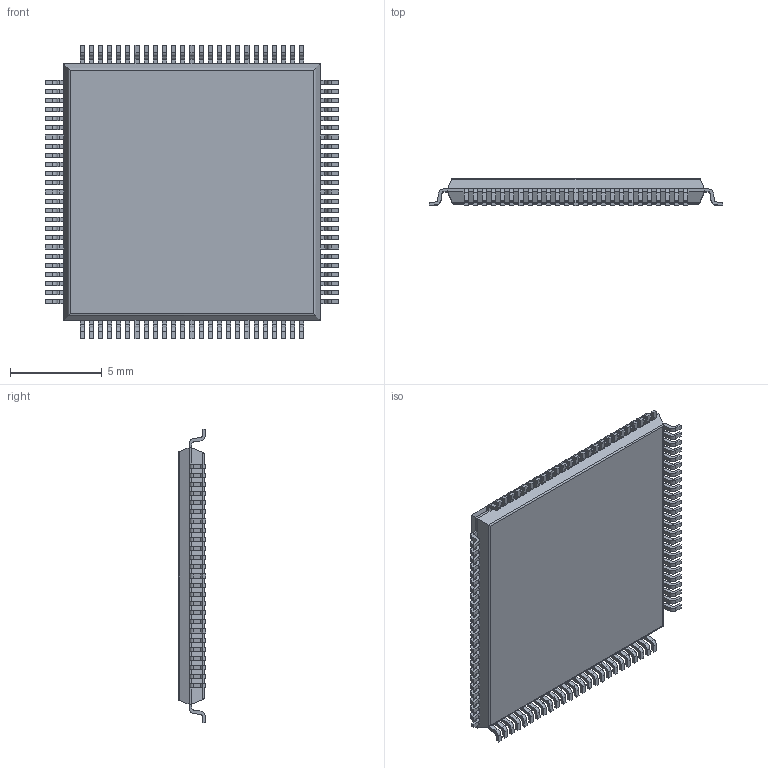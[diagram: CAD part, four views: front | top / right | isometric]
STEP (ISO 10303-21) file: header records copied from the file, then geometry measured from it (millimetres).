
FILE_DESCRIPTION(('STEP AP242'),'1');
FILE_NAME('stm32h750vbt6.stp','2020-11-27T09:42:50',('TraceParts'),('TraceParts S.A.'),'Spatial InterOp 3D',' ',' ');
FILE_SCHEMA(('AP242_MANAGED_MODEL_BASED_3D_ENGINEERING_MIM_LF {1 0 10303 442 1 1 4}'));
Length unit declared in the file: millimetre
Products named in the file (1): stm32h750vbt6
Bounding box: 16 x 1.48 x 16 mm (x, y, z)
Volume: 270.9 mm3; surface area: 562.1 mm2
Topology: 1 solids, 1 shells, 1325 faces, 3750 edges, 2428 vertices
Faces by surface type: plane 915, cylinder 410
Entity records: 53144 total; most frequent: CARTESIAN_POINT 7504, ORIENTED_EDGE 7500, DIRECTION 7214, EDGE_CURVE 3750, LINE 2938, VECTOR 2938, VERTEX_POINT 2428, AXIS2_PLACEMENT_3D 2138
